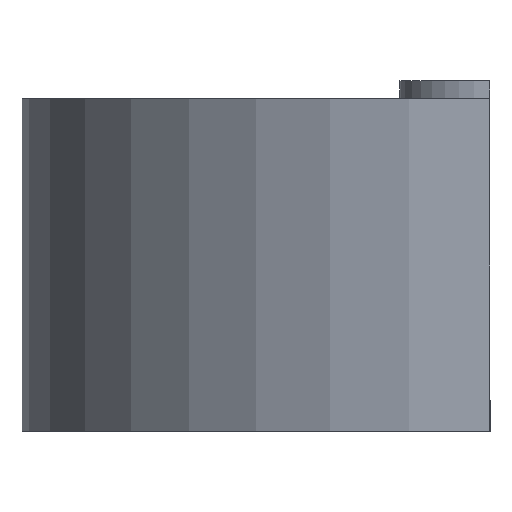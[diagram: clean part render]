
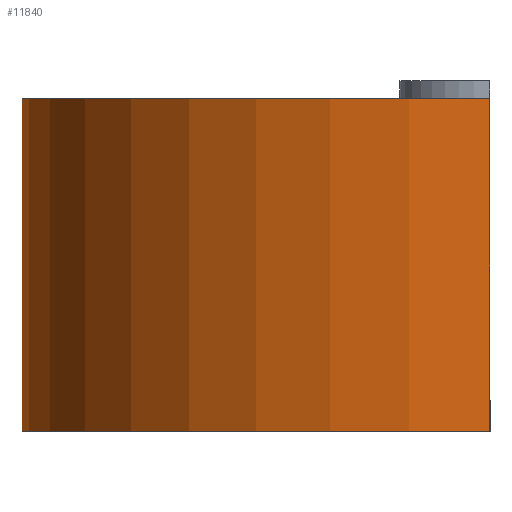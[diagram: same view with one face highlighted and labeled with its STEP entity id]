
A CAD part, left-side view. The second image highlights one B-rep face of the part: STEP entity #11840.
In plain terms, the highlighted cylindrical face has radius 260 mm (diameter 520 mm), a partial arc.
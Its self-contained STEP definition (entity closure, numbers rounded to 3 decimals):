
#4250=CARTESIAN_POINT('',(260.,0.,906.5));
#4260=VERTEX_POINT('',#4250);
#4290=CARTESIAN_POINT('',(260.,0.,906.5));
#4300=DIRECTION('',(0.,0.,-1.));
#4310=VECTOR('',#4300,1.);
#4320=LINE('',#4290,#4310);
#4330=CARTESIAN_POINT('',(260.,0.,721.5));
#4340=VERTEX_POINT('',#4330);
#4350=EDGE_CURVE('',#4260,#4340,#4320,.T.);
#5490=CARTESIAN_POINT('',(-260.,0.,906.5));
#5500=VERTEX_POINT('',#5490);
#5530=CARTESIAN_POINT('',(0.,0.,906.5));
#5540=DIRECTION('',(0.,-0.,1.));
#5550=DIRECTION('',(1.,0.,0.));
#5560=AXIS2_PLACEMENT_3D('',#5530,#5540,#5550);
#5570=CIRCLE('',#5560,260.);
#5580=EDGE_CURVE('',#4260,#5500,#5570,.T.);
#10720=CARTESIAN_POINT('',(-260.,0.,721.5));
#10730=VERTEX_POINT('',#10720);
#10760=CARTESIAN_POINT('',(-260.,0.,721.5));
#10770=DIRECTION('',(0.,0.,1.));
#10780=VECTOR('',#10770,1.);
#10790=LINE('',#10760,#10780);
#10800=EDGE_CURVE('',#10730,#5500,#10790,.T.);
#11600=CARTESIAN_POINT('',(0.,0.,721.5));
#11610=DIRECTION('',(-0.,0.,-1.));
#11620=DIRECTION('',(-1.,0.,0.));
#11630=AXIS2_PLACEMENT_3D('',#11600,#11610,#11620);
#11640=CIRCLE('',#11630,260.);
#11650=EDGE_CURVE('',#10730,#4340,#11640,.T.);
#11730=CARTESIAN_POINT('',(0.,0.,819.));
#11740=DIRECTION('',(0.,0.,1.));
#11750=DIRECTION('',(0.724,0.69,0.));
#11760=AXIS2_PLACEMENT_3D('',#11730,#11740,#11750);
#11770=CYLINDRICAL_SURFACE('',#11760,260.);
#11780=ORIENTED_EDGE('',*,*,#4350,.T.);
#11790=ORIENTED_EDGE('',*,*,#5580,.F.);
#11800=ORIENTED_EDGE('',*,*,#10800,.T.);
#11810=ORIENTED_EDGE('',*,*,#11650,.F.);
#11820=EDGE_LOOP('',(#11810,#11800,#11790,#11780));
#11830=FACE_OUTER_BOUND('',#11820,.T.);
#11840=ADVANCED_FACE('',(#11830),#11770,.T.);
